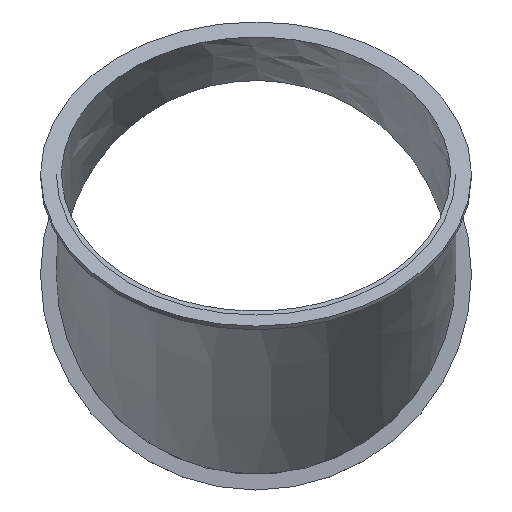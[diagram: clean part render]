
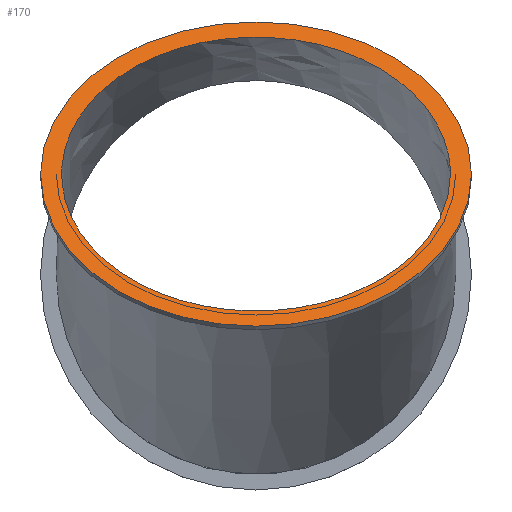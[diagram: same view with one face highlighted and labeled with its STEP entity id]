
A CAD part, top view. The second image highlights one B-rep face of the part: STEP entity #170.
In plain terms, the highlighted planar face has unit normal (0, 0.707, 0.707).
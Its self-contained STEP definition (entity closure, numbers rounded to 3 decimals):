
#21=PLANE('',#188);
#27=FACE_BOUND('',#54,.T.);
#28=FACE_BOUND('',#55,.T.);
#39=FACE_OUTER_BOUND('',#53,.T.);
#53=EDGE_LOOP('',(#150));
#54=EDGE_LOOP('',(#151));
#55=EDGE_LOOP('',(#152,#153));
#63=CIRCLE('',#181,76.);
#66=CIRCLE('',#186,82.);
#77=B_SPLINE_CURVE_WITH_KNOTS('',3,(#555,#556,#557,#558,#559,#560,#561,
#562,#563,#564,#565,#566,#567,#568,#569,#570,#571,#572,#573,#574,#575,#576,
#577,#578,#579,#580,#581,#582,#583,#584,#585,#586,#587,#588,#589,#590),
 .UNSPECIFIED.,.T.,.F.,(4,2,2,2,2,2,2,2,2,2,2,2,2,2,2,2,2,4),(0.,2.883,
5.763,8.645,11.534,14.428,17.324,
20.218,23.106,25.986,28.863,31.741,
34.627,37.524,40.423,43.312,44.948,
46.582),.UNSPECIFIED.);
#87=VERTEX_POINT('',#372);
#88=VERTEX_POINT('',#380);
#91=VERTEX_POINT('',#418);
#93=VERTEX_POINT('',#550);
#105=EDGE_CURVE('',#87,#88,#63,.T.);
#110=EDGE_CURVE('',#91,#91,#66,.T.);
#113=EDGE_CURVE('',#93,#93,#77,.T.);
#150=ORIENTED_EDGE('',*,*,#110,.F.);
#151=ORIENTED_EDGE('',*,*,#113,.T.);
#152=ORIENTED_EDGE('',*,*,#105,.F.);
#153=ORIENTED_EDGE('',*,*,#105,.T.);
#170=ADVANCED_FACE('',(#39,#27,#28),#21,.F.);
#181=AXIS2_PLACEMENT_3D('',#381,#207,#208);
#186=AXIS2_PLACEMENT_3D('',#419,#217,#218);
#188=AXIS2_PLACEMENT_3D('',#591,#221,#222);
#207=DIRECTION('center_axis',(0.,-0.707,-0.707));
#208=DIRECTION('ref_axis',(-1.,0.,0.));
#217=DIRECTION('center_axis',(0.,-0.707,-0.707));
#218=DIRECTION('ref_axis',(-1.,0.,0.));
#221=DIRECTION('center_axis',(0.,-0.707,-0.707));
#222=DIRECTION('ref_axis',(-1.,0.,0.));
#372=CARTESIAN_POINT('',(76.,40.57,97.945));
#380=CARTESIAN_POINT('',(-76.,40.57,97.945));
#381=CARTESIAN_POINT('Origin',(0.,40.57,97.945));
#418=CARTESIAN_POINT('',(82.,40.57,97.945));
#419=CARTESIAN_POINT('Origin',(0.,40.57,97.945));
#550=CARTESIAN_POINT('',(74.,40.57,97.945));
#555=CARTESIAN_POINT('Ctrl Pts',(62.615,68.393,70.121));
#556=CARTESIAN_POINT('Ctrl Pts',(67.745,62.646,75.868));
#557=CARTESIAN_POINT('Ctrl Pts',(71.239,56.246,82.268));
#558=CARTESIAN_POINT('Ctrl Pts',(74.552,42.866,95.649));
#559=CARTESIAN_POINT('Ctrl Pts',(74.343,36.016,102.499));
#560=CARTESIAN_POINT('Ctrl Pts',(70.22,22.752,115.763));
#561=CARTESIAN_POINT('Ctrl Pts',(66.342,16.466,122.048));
#562=CARTESIAN_POINT('Ctrl Pts',(55.387,5.286,133.229));
#563=CARTESIAN_POINT('Ctrl Pts',(48.408,0.502,138.013));
#564=CARTESIAN_POINT('Ctrl Pts',(32.235,-6.916,145.43));
#565=CARTESIAN_POINT('Ctrl Pts',(23.192,-9.474,147.989));
#566=CARTESIAN_POINT('Ctrl Pts',(4.222,-11.998,150.512));
#567=CARTESIAN_POINT('Ctrl Pts',(-5.525,-11.937,150.452));
#568=CARTESIAN_POINT('Ctrl Pts',(-24.428,-9.18,147.695));
#569=CARTESIAN_POINT('Ctrl Pts',(-33.406,-6.511,145.026));
#570=CARTESIAN_POINT('Ctrl Pts',(-49.39,1.103,137.412));
#571=CARTESIAN_POINT('Ctrl Pts',(-56.248,5.971,132.544));
#572=CARTESIAN_POINT('Ctrl Pts',(-66.922,17.279,121.236));
#573=CARTESIAN_POINT('Ctrl Pts',(-70.643,23.606,114.908));
#574=CARTESIAN_POINT('Ctrl Pts',(-74.44,36.906,101.608));
#575=CARTESIAN_POINT('Ctrl Pts',(-74.485,43.749,94.765));
#576=CARTESIAN_POINT('Ctrl Pts',(-70.863,57.069,81.446));
#577=CARTESIAN_POINT('Ctrl Pts',(-67.228,63.416,75.098));
#578=CARTESIAN_POINT('Ctrl Pts',(-56.713,74.788,63.727));
#579=CARTESIAN_POINT('Ctrl Pts',(-49.926,79.699,58.816));
#580=CARTESIAN_POINT('Ctrl Pts',(-34.045,87.424,51.091));
#581=CARTESIAN_POINT('Ctrl Pts',(-25.093,90.156,48.359));
#582=CARTESIAN_POINT('Ctrl Pts',(-6.207,93.04,45.474));
#583=CARTESIAN_POINT('Ctrl Pts',(3.549,93.163,45.351));
#584=CARTESIAN_POINT('Ctrl Pts',(22.542,90.76,47.755));
#585=CARTESIAN_POINT('Ctrl Pts',(31.602,88.265,50.249));
#586=CARTESIAN_POINT('Ctrl Pts',(44.334,82.548,55.967));
#587=CARTESIAN_POINT('Ctrl Pts',(48.6,80.128,58.387));
#588=CARTESIAN_POINT('Ctrl Pts',(56.298,74.67,63.844));
#589=CARTESIAN_POINT('Ctrl Pts',(59.707,71.651,66.864));
#590=CARTESIAN_POINT('Ctrl Pts',(62.615,68.393,70.121));
#591=CARTESIAN_POINT('Origin',(0.,40.57,97.945));
